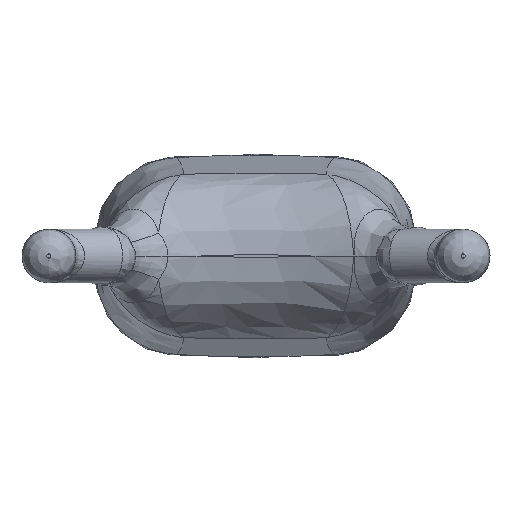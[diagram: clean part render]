
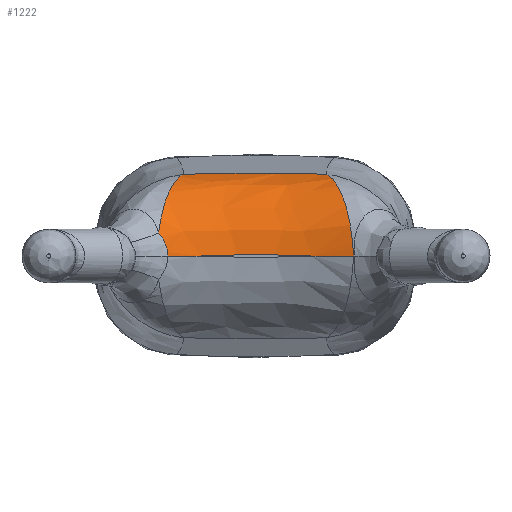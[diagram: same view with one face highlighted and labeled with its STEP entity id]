
A CAD part, front view. The second image highlights one B-rep face of the part: STEP entity #1222.
In plain terms, the highlighted free-form (B-spline) face has degree [3, 3] with [5, 4] control points.
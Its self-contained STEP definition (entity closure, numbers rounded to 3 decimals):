
#27=B_SPLINE_CURVE_WITH_KNOTS('',3,(#2288,#2289,#2290,#2291,#2292,#2293,
#2294,#2295),.UNSPECIFIED.,.F.,.F.,(4,2,1,1,4),(-0.099,-0.099,
-0.04,-0.021,-0.002),
 .UNSPECIFIED.);
#43=B_SPLINE_CURVE_WITH_KNOTS('',3,(#2546,#2547,#2548,#2549),
 .UNSPECIFIED.,.F.,.F.,(4,4),(-0.051,0.),.UNSPECIFIED.);
#48=B_SPLINE_CURVE_WITH_KNOTS('',3,(#2605,#2606,#2607,#2608),
 .UNSPECIFIED.,.F.,.F.,(4,4),(-0.039,-0.039),
 .UNSPECIFIED.);
#56=B_SPLINE_CURVE_WITH_KNOTS('',3,(#2743,#2744,#2745,#2746,#2747,#2748,
#2749,#2750),.UNSPECIFIED.,.F.,.F.,(4,1,1,2,4),(-0.081,-0.049,
-0.033,0.,0.),.UNSPECIFIED.);
#57=B_SPLINE_CURVE_WITH_KNOTS('',3,(#2778,#2779,#2780,#2781,#2782,#2783,
#2784,#2785,#2786,#2787),.UNSPECIFIED.,.F.,.F.,(4,3,3,4),(-0.039,
-0.007,0.,0.002),.UNSPECIFIED.);
#58=B_SPLINE_CURVE_WITH_KNOTS('',3,(#2790,#2791,#2792,#2793,#2794,#2795,
#2796,#2797,#2798,#2799),.UNSPECIFIED.,.F.,.F.,(4,3,3,4),(-0.146,
-0.144,-0.113,-0.094),
 .UNSPECIFIED.);
#280=FACE_OUTER_BOUND('',#362,.T.);
#362=EDGE_LOOP('',(#950,#951,#952,#953,#954,#955,#956,#957));
#441=ELLIPSE('',#1353,3.383,3.306);
#442=ELLIPSE('',#1354,4.365,4.306);
#490=VERTEX_POINT('',#2279);
#491=VERTEX_POINT('',#2287);
#501=VERTEX_POINT('',#2387);
#510=VERTEX_POINT('',#2545);
#512=VERTEX_POINT('',#2600);
#518=VERTEX_POINT('',#2680);
#524=VERTEX_POINT('',#2777);
#525=VERTEX_POINT('',#2788);
#628=EDGE_CURVE('',#490,#491,#27,.T.);
#653=EDGE_CURVE('',#510,#501,#43,.T.);
#658=EDGE_CURVE('',#510,#512,#48,.T.);
#670=EDGE_CURVE('',#501,#518,#56,.T.);
#674=EDGE_CURVE('',#512,#524,#57,.T.);
#675=EDGE_CURVE('',#524,#525,#441,.T.);
#676=EDGE_CURVE('',#525,#491,#58,.T.);
#677=EDGE_CURVE('',#490,#518,#442,.T.);
#950=ORIENTED_EDGE('',*,*,#653,.F.);
#951=ORIENTED_EDGE('',*,*,#658,.T.);
#952=ORIENTED_EDGE('',*,*,#674,.T.);
#953=ORIENTED_EDGE('',*,*,#675,.T.);
#954=ORIENTED_EDGE('',*,*,#676,.T.);
#955=ORIENTED_EDGE('',*,*,#628,.F.);
#956=ORIENTED_EDGE('',*,*,#677,.T.);
#957=ORIENTED_EDGE('',*,*,#670,.F.);
#1158=B_SPLINE_SURFACE_WITH_KNOTS('',3,3,((#2757,#2758,#2759,#2760),(#2761,
#2762,#2763,#2764),(#2765,#2766,#2767,#2768),(#2769,#2770,#2771,#2772),
(#2773,#2774,#2775,#2776)),.UNSPECIFIED.,.F.,.F.,.F.,(4,1,4),(4,4),(0.,
0.571,1.),(-0.364,0.353),
 .UNSPECIFIED.);
#1222=ADVANCED_FACE('',(#280),#1158,.F.);
#1353=AXIS2_PLACEMENT_3D('',#2789,#1553,#1554);
#1354=AXIS2_PLACEMENT_3D('',#2800,#1555,#1556);
#1553=DIRECTION('center_axis',(0.,0.212,-0.977));
#1554=DIRECTION('ref_axis',(0.,0.977,0.212));
#1555=DIRECTION('center_axis',(0.,-0.164,0.986));
#1556=DIRECTION('ref_axis',(0.,0.986,0.164));
#2279=CARTESIAN_POINT('',(2.843,1.426,2.238));
#2287=CARTESIAN_POINT('',(3.178,0.457,1.25));
#2288=CARTESIAN_POINT('Ctrl Pts',(2.843,1.426,2.238));
#2289=CARTESIAN_POINT('Ctrl Pts',(2.844,1.424,2.237));
#2290=CARTESIAN_POINT('Ctrl Pts',(2.845,1.421,2.237));
#2291=CARTESIAN_POINT('Ctrl Pts',(2.943,1.152,2.19));
#2292=CARTESIAN_POINT('Ctrl Pts',(3.055,0.817,2.017));
#2293=CARTESIAN_POINT('Ctrl Pts',(3.147,0.529,1.601));
#2294=CARTESIAN_POINT('Ctrl Pts',(3.171,0.464,1.374));
#2295=CARTESIAN_POINT('Ctrl Pts',(3.178,0.457,1.25));
#2387=CARTESIAN_POINT('',(0.824,0.509,1.527));
#2545=CARTESIAN_POINT('',(0.932,0.497,1.25));
#2546=CARTESIAN_POINT('Ctrl Pts',(0.932,0.497,1.25));
#2547=CARTESIAN_POINT('Ctrl Pts',(0.937,0.501,1.347));
#2548=CARTESIAN_POINT('Ctrl Pts',(0.9,0.507,1.443));
#2549=CARTESIAN_POINT('Ctrl Pts',(0.824,0.509,1.527));
#2600=CARTESIAN_POINT('',(0.932,0.497,1.25));
#2605=CARTESIAN_POINT('Ctrl Pts',(0.932,0.497,1.25));
#2606=CARTESIAN_POINT('Ctrl Pts',(0.932,0.497,1.25));
#2607=CARTESIAN_POINT('Ctrl Pts',(0.932,0.497,1.25));
#2608=CARTESIAN_POINT('Ctrl Pts',(0.932,0.497,1.25));
#2680=CARTESIAN_POINT('',(1.127,1.42,2.237));
#2743=CARTESIAN_POINT('Ctrl Pts',(0.824,0.509,1.527));
#2744=CARTESIAN_POINT('Ctrl Pts',(0.847,0.576,1.702));
#2745=CARTESIAN_POINT('Ctrl Pts',(0.895,0.733,1.901));
#2746=CARTESIAN_POINT('Ctrl Pts',(0.997,1.048,2.131));
#2747=CARTESIAN_POINT('Ctrl Pts',(1.071,1.263,2.21));
#2748=CARTESIAN_POINT('Ctrl Pts',(1.126,1.415,2.236));
#2749=CARTESIAN_POINT('Ctrl Pts',(1.126,1.418,2.236));
#2750=CARTESIAN_POINT('Ctrl Pts',(1.127,1.42,2.237));
#2757=CARTESIAN_POINT('Ctrl Pts',(3.531,1.228,2.205));
#2758=CARTESIAN_POINT('Ctrl Pts',(2.57,1.593,2.266));
#2759=CARTESIAN_POINT('Ctrl Pts',(1.477,1.599,2.267));
#2760=CARTESIAN_POINT('Ctrl Pts',(0.511,1.244,2.207));
#2761=CARTESIAN_POINT('Ctrl Pts',(3.434,0.979,2.163));
#2762=CARTESIAN_POINT('Ctrl Pts',(2.535,1.324,2.221));
#2763=CARTESIAN_POINT('Ctrl Pts',(1.509,1.33,2.222));
#2764=CARTESIAN_POINT('Ctrl Pts',(0.606,0.995,2.166));
#2765=CARTESIAN_POINT('Ctrl Pts',(3.265,0.581,1.892));
#2766=CARTESIAN_POINT('Ctrl Pts',(2.473,0.889,1.948));
#2767=CARTESIAN_POINT('Ctrl Pts',(1.566,0.894,1.949));
#2768=CARTESIAN_POINT('Ctrl Pts',(0.77,0.594,1.895));
#2769=CARTESIAN_POINT('Ctrl Pts',(3.187,0.453,1.42));
#2770=CARTESIAN_POINT('Ctrl Pts',(2.443,0.739,1.48));
#2771=CARTESIAN_POINT('Ctrl Pts',(1.593,0.744,1.481));
#2772=CARTESIAN_POINT('Ctrl Pts',(0.846,0.466,1.423));
#2773=CARTESIAN_POINT('Ctrl Pts',(3.176,0.457,1.218));
#2774=CARTESIAN_POINT('Ctrl Pts',(2.438,0.738,1.279));
#2775=CARTESIAN_POINT('Ctrl Pts',(1.598,0.743,1.28));
#2776=CARTESIAN_POINT('Ctrl Pts',(0.857,0.47,1.221));
#2777=CARTESIAN_POINT('',(1.325,0.604,1.25));
#2778=CARTESIAN_POINT('Ctrl Pts',(0.932,0.497,1.25));
#2779=CARTESIAN_POINT('Ctrl Pts',(1.032,0.53,1.25));
#2780=CARTESIAN_POINT('Ctrl Pts',(1.133,0.559,1.25));
#2781=CARTESIAN_POINT('Ctrl Pts',(1.236,0.583,1.25));
#2782=CARTESIAN_POINT('Ctrl Pts',(1.259,0.589,1.25));
#2783=CARTESIAN_POINT('Ctrl Pts',(1.282,0.594,1.25));
#2784=CARTESIAN_POINT('Ctrl Pts',(1.305,0.599,1.25));
#2785=CARTESIAN_POINT('Ctrl Pts',(1.312,0.6,1.25));
#2786=CARTESIAN_POINT('Ctrl Pts',(1.318,0.602,1.25));
#2787=CARTESIAN_POINT('Ctrl Pts',(1.325,0.603,1.25));
#2788=CARTESIAN_POINT('',(2.675,0.604,1.25));
#2789=CARTESIAN_POINT('Origin',(2.,-2.632,0.547));
#2790=CARTESIAN_POINT('Ctrl Pts',(2.675,0.603,1.25));
#2791=CARTESIAN_POINT('Ctrl Pts',(2.682,0.601,1.25));
#2792=CARTESIAN_POINT('Ctrl Pts',(2.688,0.6,1.25));
#2793=CARTESIAN_POINT('Ctrl Pts',(2.695,0.599,1.25));
#2794=CARTESIAN_POINT('Ctrl Pts',(2.797,0.577,1.25));
#2795=CARTESIAN_POINT('Ctrl Pts',(2.899,0.55,1.25));
#2796=CARTESIAN_POINT('Ctrl Pts',(2.999,0.519,1.25));
#2797=CARTESIAN_POINT('Ctrl Pts',(3.059,0.5,1.25));
#2798=CARTESIAN_POINT('Ctrl Pts',(3.119,0.48,1.25));
#2799=CARTESIAN_POINT('Ctrl Pts',(3.178,0.457,1.25));
#2800=CARTESIAN_POINT('Origin',(2.,-2.797,1.534));
